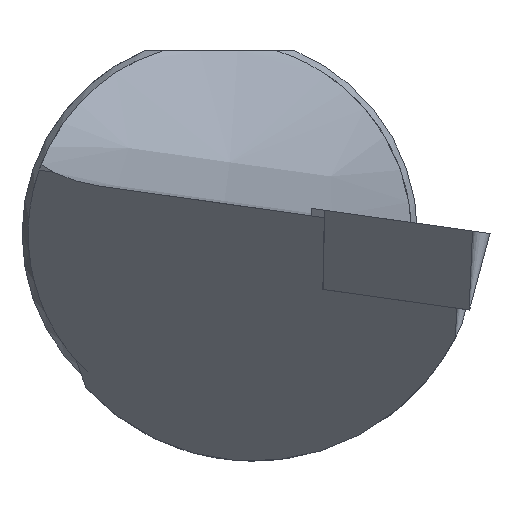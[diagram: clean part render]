
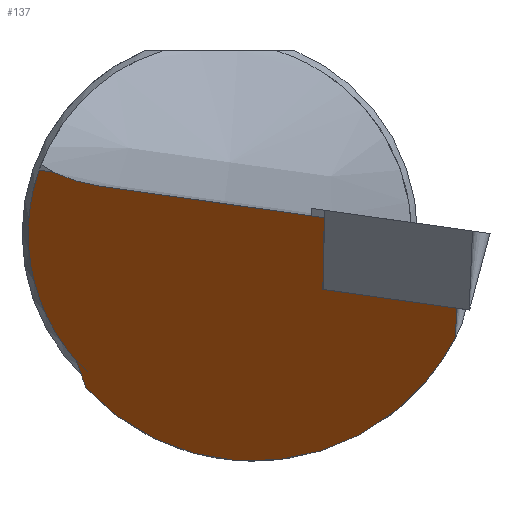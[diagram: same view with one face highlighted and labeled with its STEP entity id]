
A CAD part, left-side view. The second image highlights one B-rep face of the part: STEP entity #137.
In plain terms, the highlighted planar face has unit normal (-0.612, 0.791, -0.012).
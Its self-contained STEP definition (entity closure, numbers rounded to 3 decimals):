
#137=ADVANCED_FACE('',(#183),#166,.T.);
#166=PLANE('',#598);
#183=FACE_OUTER_BOUND('',#211,.T.);
#211=EDGE_LOOP('',(#270,#271,#272,#273,#274,#275,#276,#277,#278));
#242=B_SPLINE_CURVE_WITH_KNOTS('',3,(#798,#799,#800,#801),.UNSPECIFIED.,
 .F.,.F.,(4,4),(0.,1.),.UNSPECIFIED.);
#243=B_SPLINE_CURVE_WITH_KNOTS('',3,(#807,#808,#809,#810),.UNSPECIFIED.,
 .F.,.F.,(4,4),(0.,1.),.UNSPECIFIED.);
#259=ELLIPSE('',#596,12.67,7.75);
#260=ELLIPSE('',#597,15.04,9.2);
#270=ORIENTED_EDGE('',*,*,#459,.F.);
#271=ORIENTED_EDGE('',*,*,#460,.T.);
#272=ORIENTED_EDGE('',*,*,#461,.F.);
#273=ORIENTED_EDGE('',*,*,#462,.F.);
#274=ORIENTED_EDGE('',*,*,#463,.T.);
#275=ORIENTED_EDGE('',*,*,#464,.T.);
#276=ORIENTED_EDGE('',*,*,#465,.T.);
#277=ORIENTED_EDGE('',*,*,#466,.F.);
#278=ORIENTED_EDGE('',*,*,#467,.F.);
#412=VERTEX_POINT('',#794);
#413=VERTEX_POINT('',#795);
#414=VERTEX_POINT('',#797);
#415=VERTEX_POINT('',#802);
#416=VERTEX_POINT('',#804);
#417=VERTEX_POINT('',#806);
#418=VERTEX_POINT('',#811);
#419=VERTEX_POINT('',#813);
#420=VERTEX_POINT('',#815);
#459=EDGE_CURVE('',#412,#413,#527,.T.);
#460=EDGE_CURVE('',#412,#414,#528,.T.);
#461=EDGE_CURVE('',#415,#414,#242,.T.);
#462=EDGE_CURVE('',#416,#415,#529,.T.);
#463=EDGE_CURVE('',#416,#417,#259,.T.);
#464=EDGE_CURVE('',#417,#418,#243,.T.);
#465=EDGE_CURVE('',#418,#419,#260,.T.);
#466=EDGE_CURVE('',#420,#419,#530,.T.);
#467=EDGE_CURVE('',#413,#420,#531,.T.);
#527=LINE('',#793,#562);
#528=LINE('',#796,#563);
#529=LINE('',#803,#564);
#530=LINE('',#814,#565);
#531=LINE('',#816,#566);
#562=VECTOR('',#650,1.);
#563=VECTOR('',#651,1.);
#564=VECTOR('',#652,1.);
#565=VECTOR('',#657,1.);
#566=VECTOR('',#658,1.);
#596=AXIS2_PLACEMENT_3D('',#805,#653,#654);
#597=AXIS2_PLACEMENT_3D('',#812,#655,#656);
#598=AXIS2_PLACEMENT_3D('',#817,#659,#660);
#650=DIRECTION('',(0.045,0.02,-0.999));
#651=DIRECTION('',(0.788,0.61,0.086));
#652=DIRECTION('',(-0.788,-0.61,-0.086));
#653=DIRECTION('',(-0.612,0.791,-0.012));
#654=DIRECTION('',(-0.791,-0.612,0.009));
#655=DIRECTION('',(-0.612,0.791,-0.012));
#656=DIRECTION('',(0.791,0.612,-0.009));
#657=DIRECTION('',(0.075,0.043,-0.996));
#658=DIRECTION('',(-0.788,-0.61,-0.086));
#659=DIRECTION('',(-0.612,0.791,-0.012));
#660=DIRECTION('',(-0.791,-0.612,0.));
#793=CARTESIAN_POINT('',(8.908,-4.227,0.606));
#794=CARTESIAN_POINT('',(8.906,-4.228,0.649));
#795=CARTESIAN_POINT('',(9.036,-4.171,-2.252));
#796=CARTESIAN_POINT('',(11.635,-2.114,0.946));
#797=CARTESIAN_POINT('',(20.639,4.864,1.927));
#798=CARTESIAN_POINT('',(23.03,6.721,2.491));
#799=CARTESIAN_POINT('',(22.256,6.119,2.193));
#800=CARTESIAN_POINT('',(21.457,5.498,2.016));
#801=CARTESIAN_POINT('',(20.639,4.864,1.927));
#802=CARTESIAN_POINT('',(23.03,6.721,2.491));
#803=CARTESIAN_POINT('',(1.81,-9.723,0.179));
#804=CARTESIAN_POINT('',(23.789,7.31,2.573));
#805=CARTESIAN_POINT('',(14.386,0.,0.));
#806=CARTESIAN_POINT('',(22.,5.811,-5.128));
#807=CARTESIAN_POINT('',(22.,5.811,-5.128));
#808=CARTESIAN_POINT('',(21.841,5.682,-5.514));
#809=CARTESIAN_POINT('',(21.67,5.544,-5.888));
#810=CARTESIAN_POINT('',(21.489,5.399,-6.253));
#811=CARTESIAN_POINT('',(21.489,5.399,-6.253));
#812=CARTESIAN_POINT('',(12.641,-1.35,0.));
#813=CARTESIAN_POINT('',(2.14,-9.533,-4.204));
#814=CARTESIAN_POINT('',(1.81,-9.723,0.179));
#815=CARTESIAN_POINT('',(2.051,-9.585,-3.012));
#816=CARTESIAN_POINT('',(2.051,-9.585,-3.012));
#817=CARTESIAN_POINT('',(1.81,-9.723,0.179));
